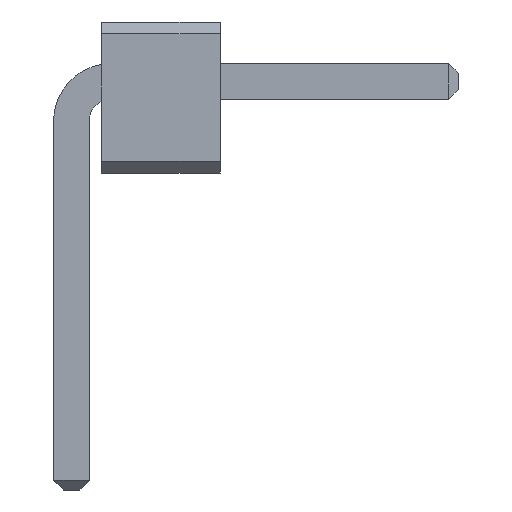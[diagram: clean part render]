
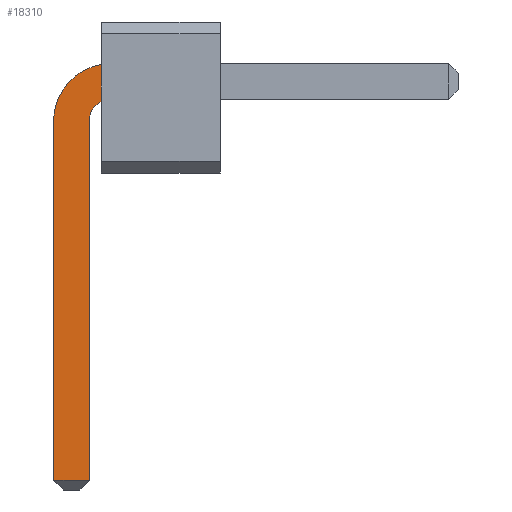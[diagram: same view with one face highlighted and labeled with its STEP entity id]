
A CAD part, front view. The second image highlights one B-rep face of the part: STEP entity #18310.
In plain terms, the highlighted planar face has unit normal (0, -1, 0).
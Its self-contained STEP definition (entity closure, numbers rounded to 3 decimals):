
#6182 = VERTEX_POINT('',#6183);
#6183 = CARTESIAN_POINT('',(0.25,-37.15,0.779));
#6191 = EDGE_CURVE('',#6182,#6192,#6194,.T.);
#6192 = VERTEX_POINT('',#6193);
#6193 = CARTESIAN_POINT('',(0.25,-37.15,0.467));
#6194 = LINE('',#6195,#6196);
#6195 = CARTESIAN_POINT('',(0.25,-37.15,0.1));
#6196 = VECTOR('',#6197,1.);
#6197 = DIRECTION('',(0.,0.,-1.));
#18225 = VERTEX_POINT('',#18226);
#18226 = CARTESIAN_POINT('',(-0.15,-37.15,0.335));
#18232 = EDGE_CURVE('',#18225,#6182,#18233,.T.);
#18233 = CIRCLE('',#18234,0.485);
#18234 = AXIS2_PLACEMENT_3D('',#18235,#18236,#18237);
#18235 = CARTESIAN_POINT('',(0.333,-37.15,0.302));
#18236 = DIRECTION('',(0.,1.,0.));
#18237 = DIRECTION('',(-0.998,0.,
0.069));
#18291 = EDGE_CURVE('',#6192,#18292,#18294,.T.);
#18292 = VERTEX_POINT('',#18293);
#18293 = CARTESIAN_POINT('',(0.15,-37.15,0.335));
#18294 = CIRCLE('',#18295,0.194);
#18295 = AXIS2_PLACEMENT_3D('',#18296,#18297,#18298);
#18296 = CARTESIAN_POINT('',(0.34,-37.15,0.295));
#18297 = DIRECTION('',(0.,-1.,0.));
#18298 = DIRECTION('',(-0.207,0.,0.978
));
#18310 = ADVANCED_FACE('',(#18311),#18338,.F.);
#18311 = FACE_BOUND('',#18312,.F.);
#18312 = EDGE_LOOP('',(#18313,#18314,#18315,#18323,#18331,#18337));
#18313 = ORIENTED_EDGE('',*,*,#6191,.T.);
#18314 = ORIENTED_EDGE('',*,*,#18291,.T.);
#18315 = ORIENTED_EDGE('',*,*,#18316,.T.);
#18316 = EDGE_CURVE('',#18292,#18317,#18319,.T.);
#18317 = VERTEX_POINT('',#18318);
#18318 = CARTESIAN_POINT('',(0.15,-37.15,-2.72));
#18319 = LINE('',#18320,#18321);
#18320 = CARTESIAN_POINT('',(0.15,-37.15,0.335));
#18321 = VECTOR('',#18322,1.);
#18322 = DIRECTION('',(0.,0.,-1.));
#18323 = ORIENTED_EDGE('',*,*,#18324,.T.);
#18324 = EDGE_CURVE('',#18317,#18325,#18327,.T.);
#18325 = VERTEX_POINT('',#18326);
#18326 = CARTESIAN_POINT('',(-0.15,-37.15,-2.72));
#18327 = LINE('',#18328,#18329);
#18328 = CARTESIAN_POINT('',(0.15,-37.15,-2.72));
#18329 = VECTOR('',#18330,1.);
#18330 = DIRECTION('',(-1.,0.,0.));
#18331 = ORIENTED_EDGE('',*,*,#18332,.T.);
#18332 = EDGE_CURVE('',#18325,#18225,#18333,.T.);
#18333 = LINE('',#18334,#18335);
#18334 = CARTESIAN_POINT('',(-0.15,-37.15,-2.8));
#18335 = VECTOR('',#18336,1.);
#18336 = DIRECTION('',(0.,0.,1.));
#18337 = ORIENTED_EDGE('',*,*,#18232,.T.);
#18338 = PLANE('',#18339);
#18339 = AXIS2_PLACEMENT_3D('',#18340,#18341,#18342);
#18340 = CARTESIAN_POINT('',(0.841,-37.15,-0.301));
#18341 = DIRECTION('',(0.,1.,-0.));
#18342 = DIRECTION('',(0.,0.,-1.));
